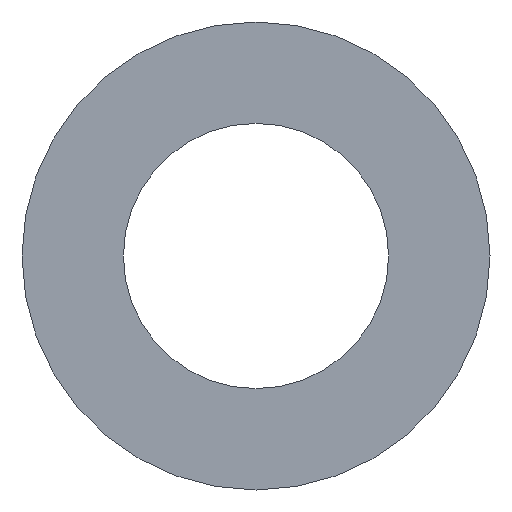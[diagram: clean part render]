
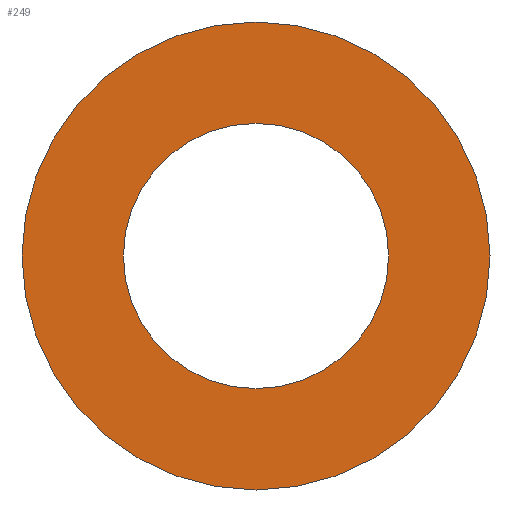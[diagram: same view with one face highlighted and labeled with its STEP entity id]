
A CAD part, front view. The second image highlights one B-rep face of the part: STEP entity #249.
In plain terms, the highlighted planar face has unit normal (0, -1, 0).
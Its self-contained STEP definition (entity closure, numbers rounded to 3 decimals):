
#10 = CARTESIAN_POINT ( 'NONE',  ( 0., -1.5, 0. ) ) ;
#12 = CARTESIAN_POINT ( 'NONE',  ( 0., -1.5, 15. ) ) ;
#17 = EDGE_CURVE ( 'NONE', #156, #231, #232, .T. ) ;
#22 = EDGE_LOOP ( 'NONE', ( #120, #234 ) ) ;
#23 = EDGE_CURVE ( 'NONE', #30, #205, #123, .T. ) ;
#27 = CARTESIAN_POINT ( 'NONE',  ( 0., -1.5, 0. ) ) ;
#29 = AXIS2_PLACEMENT_3D ( 'NONE', #42, #193, #76 ) ;
#30 = VERTEX_POINT ( 'NONE', #140 ) ;
#31 = EDGE_CURVE ( 'NONE', #205, #30, #161, .T. ) ;
#35 = EDGE_CURVE ( 'NONE', #231, #156, #139, .T. ) ;
#36 = FACE_OUTER_BOUND ( 'NONE', #230, .T. ) ;
#41 = ORIENTED_EDGE ( 'NONE', *, *, #17, .F. ) ;
#42 = CARTESIAN_POINT ( 'NONE',  ( 0., -1.5, 0. ) ) ;
#55 = AXIS2_PLACEMENT_3D ( 'NONE', #10, #78, #158 ) ;
#62 = PLANE ( 'NONE',  #242 ) ;
#65 = CARTESIAN_POINT ( 'NONE',  ( 0., -1.5, 8.5 ) ) ;
#76 = DIRECTION ( 'NONE',  ( 0., 0., 1. ) ) ;
#78 = DIRECTION ( 'NONE',  ( 0., 1., 0. ) ) ;
#99 = DIRECTION ( 'NONE',  ( 0., 1., 0. ) ) ;
#116 = CARTESIAN_POINT ( 'NONE',  ( 0., -1.5, 0. ) ) ;
#119 = DIRECTION ( 'NONE',  ( 0., 0., 1. ) ) ;
#120 = ORIENTED_EDGE ( 'NONE', *, *, #31, .T. ) ;
#122 = FACE_BOUND ( 'NONE', #22, .T. ) ;
#123 = CIRCLE ( 'NONE', #206, 8.5 ) ;
#126 = CARTESIAN_POINT ( 'NONE',  ( 8.5, -1.5, 0. ) ) ;
#139 = CIRCLE ( 'NONE', #246, 15. ) ;
#140 = CARTESIAN_POINT ( 'NONE',  ( 0., -1.5, -8.5 ) ) ;
#156 = VERTEX_POINT ( 'NONE', #12 ) ;
#158 = DIRECTION ( 'NONE',  ( 0., 0., 1. ) ) ;
#161 = CIRCLE ( 'NONE', #55, 8.5 ) ;
#164 = CARTESIAN_POINT ( 'NONE',  ( 0., -1.5, -15. ) ) ;
#175 = ORIENTED_EDGE ( 'NONE', *, *, #35, .F. ) ;
#180 = DIRECTION ( 'NONE',  ( 0., 1., 0. ) ) ;
#193 = DIRECTION ( 'NONE',  ( 0., 1., 0. ) ) ;
#194 = DIRECTION ( 'NONE',  ( 0., 0., 1. ) ) ;
#205 = VERTEX_POINT ( 'NONE', #65 ) ;
#206 = AXIS2_PLACEMENT_3D ( 'NONE', #116, #180, #194 ) ;
#216 = DIRECTION ( 'NONE',  ( 0., 0., 1. ) ) ;
#230 = EDGE_LOOP ( 'NONE', ( #41, #175 ) ) ;
#231 = VERTEX_POINT ( 'NONE', #164 ) ;
#232 = CIRCLE ( 'NONE', #29, 15. ) ;
#234 = ORIENTED_EDGE ( 'NONE', *, *, #23, .T. ) ;
#241 = DIRECTION ( 'NONE',  ( 0., 1., 0. ) ) ;
#242 = AXIS2_PLACEMENT_3D ( 'NONE', #126, #241, #216 ) ;
#246 = AXIS2_PLACEMENT_3D ( 'NONE', #27, #99, #119 ) ;
#249 = ADVANCED_FACE ( 'NONE', ( #36, #122 ), #62, .F. ) ;
